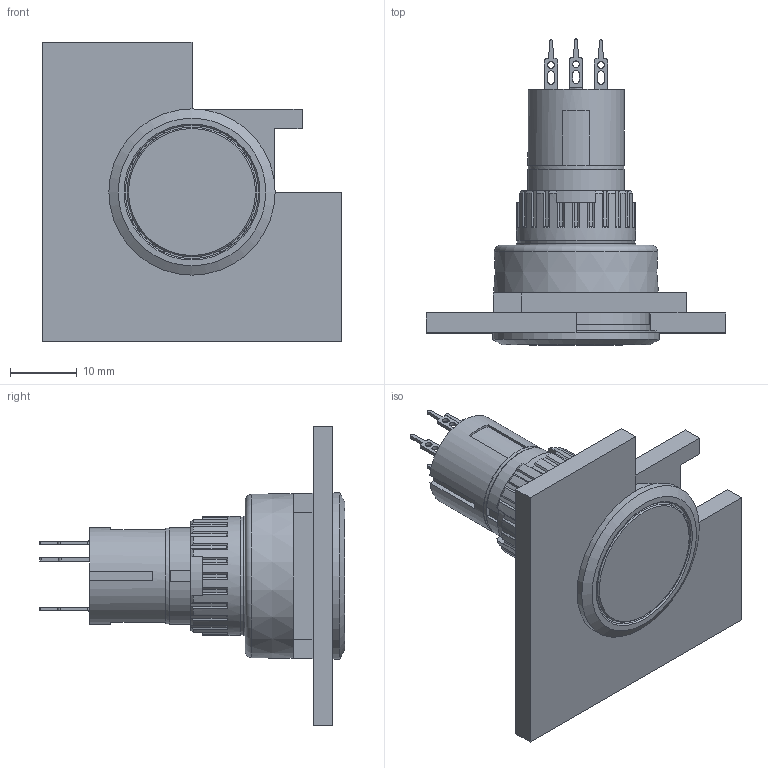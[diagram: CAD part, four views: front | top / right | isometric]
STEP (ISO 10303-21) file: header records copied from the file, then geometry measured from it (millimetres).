
FILE_DESCRIPTION( ( 'Unknown' ), '1' );
FILE_NAME( 'LDT_flachE_D25_U_1SO_00360337.stp', 'Unknown', ( 'Unknown' ), ( 'Unknown' ), 'PSStep 17.0.49', 'Unknown', ' ' );
FILE_SCHEMA( ( 'AUTOMOTIVE_DESIGN { 1 0 10303 214 1 1 1 1 }' ) );
Length unit declared in the file: millimetre
Products named in the file (15): LL-Schaltelement_U_1NO_or_1NC_kompl_XS_00337098; LL-Schaltelement_Gehaeuse_00336425; Kontaktfahne_LL-SE_00336431; Lampenfeder_linksdrall_LL-SE_00336432; Lampenfeder_rechtsdrall_LL-SE_00336433; Vorsatz_LDT_flachE_U_1SO_00359825; Vorsatzhuelse_flachE_XS_00359394; V-Dichtung_erh-E_00311725; Assem1; Frontring_D25_00312452; Dichtung_D25_00312456; Frontplatte-LochD22.3_00311727; Druckstück-flE_00312440; Befestigungsmutter_00311771; Druckhaube-D25_00311670
Assembly tree (15 placements, depth 4):
  Assem1
    Frontring_D25_00312452
    Dichtung_D25_00312456
    Frontplatte-LochD22.3_00311727
    Druckstück-flE_00312440
    Befestigungsmutter_00311771
    Druckhaube-D25_00311670
    Vorsatz_LDT_flachE_U_1SO_00359825
      Vorsatzhuelse_flachE_XS_00359394
      V-Dichtung_erh-E_00311725
      LL-Schaltelement_U_1NO_or_1NC_kompl_XS_00337098
        LL-Schaltelement_Gehaeuse_00336425
        Kontaktfahne_LL-SE_00336431  x2
        Lampenfeder_linksdrall_LL-SE_00336432
        Lampenfeder_rechtsdrall_LL-SE_00336433
Bounding box: 45 x 46 x 45 mm (x, y, z)
Volume: 10516.8 mm3; surface area: 13664 mm2
Topology: 13 solids, 13 shells, 479 faces, 1229 edges, 807 vertices
Faces by surface type: plane 359, cylinder 68, cone 35, torus 9, bspline 8
Full cylindrical faces by diameter (mm): 1 x4, 3.1 x2, 13 x1, 14.4 x1, 14.5 x1, 14.9 x1, 15 x1, 16 x1, 16.05 x1, 17.529 x1, 17.9 x1, 18 x3, 19.5 x1, 20.05 x1, 22.1 x2, 22.3 x2, 24.1 x1, 24.3 x1, 25 x1
Entity records: 17053 total; most frequent: CARTESIAN_POINT 2868, DIRECTION 2267, ORIENTED_EDGE 2246, EDGE_CURVE 1123, LINE 795, VECTOR 795, VERTEX_POINT 765, AXIS2_PLACEMENT_3D 736
